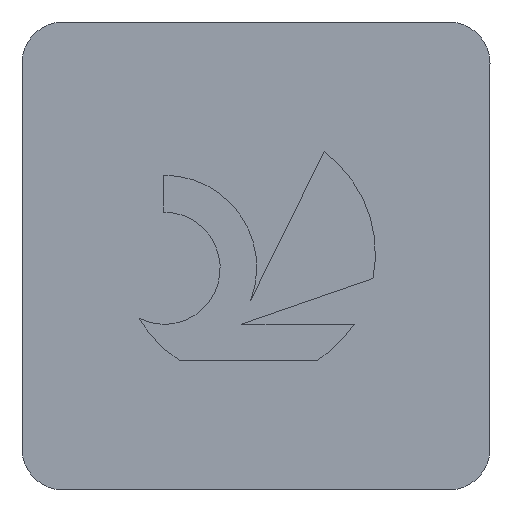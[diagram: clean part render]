
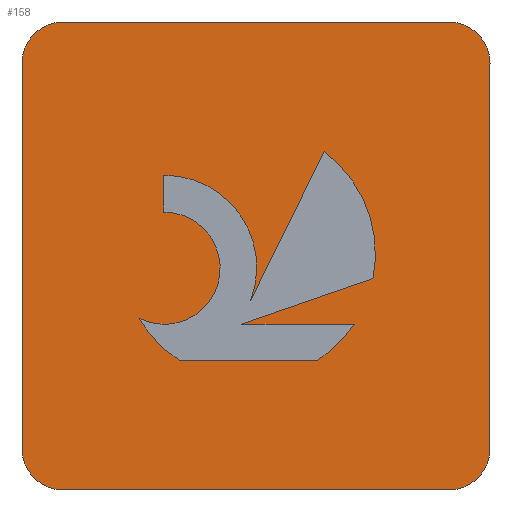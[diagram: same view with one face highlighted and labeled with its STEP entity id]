
A CAD part, top view. The second image highlights one B-rep face of the part: STEP entity #158.
In plain terms, the highlighted planar face has unit normal (0, 0, 1).
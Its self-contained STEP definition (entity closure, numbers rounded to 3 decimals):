
#152=VERTEX_POINT('',#421);
#156=VERTEX_POINT('',#426);
#158=ADVANCED_FACE('',(#428,#429),#430,.T.);
#162=EDGE_CURVE('',#260,#152,#434,.T.);
#170=EDGE_CURVE('',#298,#354,#443,.T.);
#172=VERTEX_POINT('',#445);
#180=EDGE_CURVE('',#152,#344,#455,.T.);
#182=VERTEX_POINT('',#457);
#196=VERTEX_POINT('',#471);
#206=VERTEX_POINT('',#481);
#212=VERTEX_POINT('',#487);
#214=EDGE_CURVE('',#172,#386,#489,.T.);
#218=EDGE_CURVE('',#328,#172,#493,.T.);
#220=EDGE_CURVE('',#354,#328,#495,.T.);
#234=EDGE_CURVE('',#330,#260,#510,.T.);
#238=EDGE_CURVE('',#212,#312,#514,.T.);
#240=EDGE_CURVE('',#182,#266,#516,.T.);
#244=VERTEX_POINT('',#520);
#248=EDGE_CURVE('',#380,#212,#525,.T.);
#252=EDGE_CURVE('',#312,#262,#529,.T.);
#256=EDGE_CURVE('',#344,#298,#533,.T.);
#260=VERTEX_POINT('',#537);
#262=VERTEX_POINT('',#539);
#266=VERTEX_POINT('',#543);
#268=EDGE_CURVE('',#244,#196,#545,.T.);
#296=EDGE_CURVE('',#196,#380,#577,.T.);
#298=VERTEX_POINT('',#579);
#312=VERTEX_POINT('',#596);
#328=VERTEX_POINT('',#615);
#330=VERTEX_POINT('',#617);
#344=VERTEX_POINT('',#635);
#348=EDGE_CURVE('',#206,#156,#639,.T.);
#354=VERTEX_POINT('',#645);
#360=EDGE_CURVE('',#262,#182,#651,.T.);
#380=VERTEX_POINT('',#673);
#382=EDGE_CURVE('',#156,#330,#675,.T.);
#386=VERTEX_POINT('',#679);
#390=EDGE_CURVE('',#386,#206,#684,.T.);
#392=EDGE_CURVE('',#266,#244,#686,.T.);
#421=CARTESIAN_POINT('',(5.729,2.514,0.0));
#426=CARTESIAN_POINT('',(6.802,4.096,0.0));
#428=FACE_BOUND('',#713,.T.);
#429=FACE_OUTER_BOUND('',#714,.T.);
#430=PLANE('',#715);
#434=CIRCLE('',#722,2.462);
#443=CIRCLE('',#734,1.087);
#445=CARTESIAN_POINT('',(2.747,6.1,0.0));
#455=LINE('',#748,#749);
#457=CARTESIAN_POINT('',(8.27,9.07,0.0));
#471=CARTESIAN_POINT('',(0.0,0.8,0.0));
#481=CARTESIAN_POINT('',(5.853,6.556,0.0));
#487=CARTESIAN_POINT('',(8.27,0.0,0.0));
#489=CIRCLE('',#801,1.788);
#493=LINE('',#808,#809);
#495=CIRCLE('',#812,1.087);
#510=LINE('',#836,#837);
#514=CIRCLE('',#844,0.8);
#516=LINE('',#847,#848);
#520=CARTESIAN_POINT('',(0.,8.27,0.0));
#525=LINE('',#860,#861);
#529=LINE('',#866,#867);
#533=CIRCLE('',#873,2.462);
#537=CARTESIAN_POINT('',(6.438,3.214,0.0));
#539=CARTESIAN_POINT('',(9.07,8.27,0.0));
#543=CARTESIAN_POINT('',(0.8,9.07,0.0));
#545=LINE('',#888,#889);
#577=CIRCLE('',#931,0.8);
#579=CARTESIAN_POINT('',(2.268,3.327,0.0));
#596=CARTESIAN_POINT('',(9.07,0.8,0.0));
#615=CARTESIAN_POINT('',(2.747,5.385,0.0));
#617=CARTESIAN_POINT('',(4.263,3.214,0.0));
#635=CARTESIAN_POINT('',(3.046,2.514,0.0));
#639=CIRCLE('',#1008,2.462);
#645=CARTESIAN_POINT('',(3.24,5.27,0.0));
#651=CIRCLE('',#1027,0.8);
#673=CARTESIAN_POINT('',(0.8,0.0,0.0));
#675=LINE('',#1059,#1060);
#679=CARTESIAN_POINT('',(4.43,3.669,0.0));
#684=LINE('',#1072,#1073);
#686=CIRCLE('',#1076,0.8);
#713=EDGE_LOOP('',(#1104,#1105,#1106,#1107,#1108,#1109,#1110,#1111,#1112,#1113,#1114));
#714=EDGE_LOOP('',(#1115,#1116,#1117,#1118,#1119,#1120,#1121,#1122));
#715=AXIS2_PLACEMENT_3D('',#1123,#1124,#1125);
#722=AXIS2_PLACEMENT_3D('',#1127,#1128,#1129);
#734=AXIS2_PLACEMENT_3D('',#1139,#1140,#1141);
#748=CARTESIAN_POINT('',(3.791,2.514,0.0));
#749=VECTOR('',#1160,1.0);
#801=AXIS2_PLACEMENT_3D('',#1172,#1173,#1174);
#808=CARTESIAN_POINT('',(2.747,5.317,0.0));
#809=VECTOR('',#1176,1.0);
#812=AXIS2_PLACEMENT_3D('',#1177,#1178,#1179);
#836=CARTESIAN_POINT('',(5.486,3.214,0.0));
#837=VECTOR('',#1192,1.0);
#844=AXIS2_PLACEMENT_3D('',#1194,#1195,#1196);
#847=CARTESIAN_POINT('',(8.27,9.07,0.0));
#848=VECTOR('',#1197,1.0);
#860=CARTESIAN_POINT('',(0.8,0.0,0.0));
#861=VECTOR('',#1207,1.0);
#866=CARTESIAN_POINT('',(9.07,0.8,0.0));
#867=VECTOR('',#1208,1.0);
#873=AXIS2_PLACEMENT_3D('',#1212,#1213,#1214);
#888=CARTESIAN_POINT('',(0.0,8.27,0.0));
#889=VECTOR('',#1216,1.0);
#931=AXIS2_PLACEMENT_3D('',#1266,#1267,#1268);
#1008=AXIS2_PLACEMENT_3D('',#1354,#1355,#1356);
#1027=AXIS2_PLACEMENT_3D('',#1360,#1361,#1362);
#1059=CARTESIAN_POINT('',(4.589,3.328,0.0));
#1060=VECTOR('',#1385,1.0);
#1072=CARTESIAN_POINT('',(5.324,5.482,0.0));
#1073=VECTOR('',#1395,1.0);
#1076=AXIS2_PLACEMENT_3D('',#1396,#1397,#1398);
#1104=ORIENTED_EDGE('',*,*,#218,.T.);
#1105=ORIENTED_EDGE('',*,*,#214,.T.);
#1106=ORIENTED_EDGE('',*,*,#390,.T.);
#1107=ORIENTED_EDGE('',*,*,#348,.T.);
#1108=ORIENTED_EDGE('',*,*,#382,.T.);
#1109=ORIENTED_EDGE('',*,*,#234,.T.);
#1110=ORIENTED_EDGE('',*,*,#162,.T.);
#1111=ORIENTED_EDGE('',*,*,#180,.T.);
#1112=ORIENTED_EDGE('',*,*,#256,.T.);
#1113=ORIENTED_EDGE('',*,*,#170,.T.);
#1114=ORIENTED_EDGE('',*,*,#220,.T.);
#1115=ORIENTED_EDGE('',*,*,#248,.T.);
#1116=ORIENTED_EDGE('',*,*,#238,.T.);
#1117=ORIENTED_EDGE('',*,*,#252,.T.);
#1118=ORIENTED_EDGE('',*,*,#360,.T.);
#1119=ORIENTED_EDGE('',*,*,#240,.T.);
#1120=ORIENTED_EDGE('',*,*,#392,.T.);
#1121=ORIENTED_EDGE('',*,*,#268,.T.);
#1122=ORIENTED_EDGE('',*,*,#296,.T.);
#1123=CARTESIAN_POINT('',(4.535,4.535,0.0));
#1124=DIRECTION('',(0.0,0.0,1.0));
#1125=DIRECTION('',(1.0,0.0,0.0));
#1127=CARTESIAN_POINT('',(4.388,4.578,0.0));
#1128=DIRECTION('',(0.0,-0.0,-1.0));
#1129=DIRECTION('',(0.545,-0.838,0.0));
#1139=CARTESIAN_POINT('',(2.754,4.298,0.0));
#1140=DIRECTION('',(0.0,0.0,1.0));
#1141=DIRECTION('',(-0.447,-0.894,0.0));
#1160=DIRECTION('',(-1.0,0.0,0.0));
#1172=CARTESIAN_POINT('',(2.761,4.311,0.0));
#1173=DIRECTION('',(0.0,-0.0,-1.0));
#1174=DIRECTION('',(0.933,-0.359,0.0));
#1176=DIRECTION('',(0.0,1.0,0.0));
#1177=CARTESIAN_POINT('',(2.754,4.298,0.0));
#1178=DIRECTION('',(0.0,0.0,1.0));
#1179=DIRECTION('',(-0.447,-0.894,0.0));
#1192=DIRECTION('',(1.0,0.0,0.0));
#1194=CARTESIAN_POINT('',(8.27,0.8,0.0));
#1195=DIRECTION('',(0.0,0.0,1.0));
#1196=DIRECTION('',(0.,-1.0,0.0));
#1197=DIRECTION('',(-1.0,0.0,0.0));
#1207=DIRECTION('',(1.0,0.0,0.0));
#1208=DIRECTION('',(0.0,1.0,0.0));
#1212=CARTESIAN_POINT('',(4.388,4.578,0.0));
#1213=DIRECTION('',(-0.0,0.0,-1.0));
#1214=DIRECTION('',(-0.861,-0.508,0.0));
#1216=DIRECTION('',(0.0,-1.0,0.0));
#1266=CARTESIAN_POINT('',(0.8,0.8,0.0));
#1267=DIRECTION('',(0.0,0.0,1.0));
#1268=DIRECTION('',(-1.0,0.,0.0));
#1354=CARTESIAN_POINT('',(4.388,4.578,0.0));
#1355=DIRECTION('',(0.0,-0.0,-1.0));
#1356=DIRECTION('',(0.981,-0.196,0.0));
#1360=CARTESIAN_POINT('',(8.27,8.27,0.0));
#1361=DIRECTION('',(0.0,-0.0,1.0));
#1362=DIRECTION('',(1.0,0.,0.0));
#1385=DIRECTION('',(-0.945,-0.328,0.0));
#1395=DIRECTION('',(0.442,0.897,-0.0));
#1396=CARTESIAN_POINT('',(0.8,8.27,0.0));
#1397=DIRECTION('',(0.0,0.0,1.0));
#1398=DIRECTION('',(0.,1.0,0.0));
